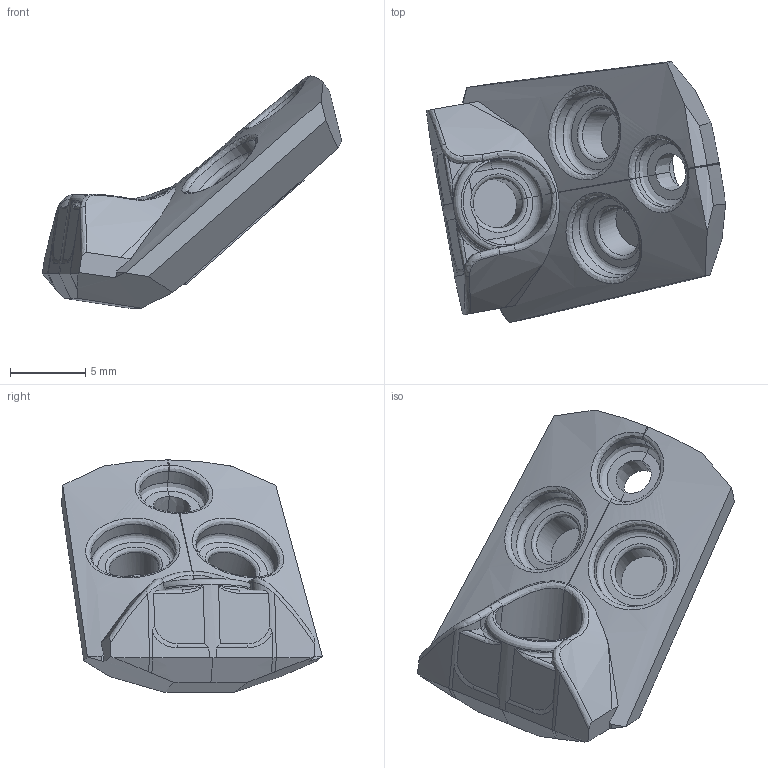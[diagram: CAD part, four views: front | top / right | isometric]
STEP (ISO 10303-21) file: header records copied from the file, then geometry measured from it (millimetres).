
FILE_DESCRIPTION(/* description */ (''),/* implementation_level */ '2;1');
FILE_NAME(/* name */ 'MAS base.step',/* time_stamp */ '2023-11-11T21:14:43-08:00',/* author */ (''),/* organization */ (''),/* preprocessor_version */ 'ST-DEVELOPER v20',/* originating_system */ 'Autodesk Translation Framework v12.14.0.127',/* authorisation */ '');
FILE_SCHEMA (('AUTOMOTIVE_DESIGN { 1 0 10303 214 3 1 1 }'));
Length unit declared in the file: millimetre
Products named in the file (1): Expansion_Clip_v2
Bounding box: 19.92 x 17.37 x 15.46 mm (x, y, z)
Volume: 1058.6 mm3; surface area: 1073.1 mm2
Topology: 1 solids, 1 shells, 151 faces, 399 edges, 253 vertices
Faces by surface type: plane 53, bspline 50, cylinder 27, torus 13, cone 8
Full cylindrical faces by diameter (mm): 3.3 x2, 4 x1, 5.62 x2
Entity records: 18199 total; most frequent: CARTESIAN_POINT 14893, ORIENTED_EDGE 798, DIRECTION 505, EDGE_CURVE 399, VERTEX_POINT 253, AXIS2_PLACEMENT_3D 196, B_SPLINE_CURVE_WITH_KNOTS 188, EDGE_LOOP 156
